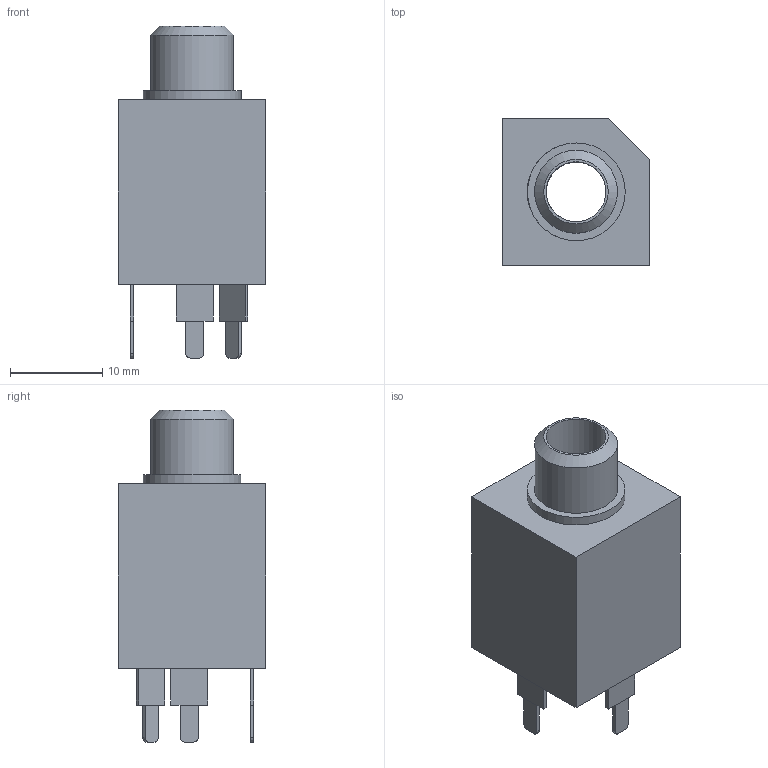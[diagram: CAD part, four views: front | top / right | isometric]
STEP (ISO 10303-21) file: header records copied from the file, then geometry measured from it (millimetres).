
FILE_DESCRIPTION(('FreeCAD Model'),'2;1');
FILE_NAME('Open CASCADE Shape Model','2025-03-02T16:08:36',(''),(''), 'Open CASCADE STEP processor 7.8','FreeCAD','Unknown');
FILE_SCHEMA(('AUTOMOTIVE_DESIGN { 1 0 10303 214 1 1 1 1 }'));
Length unit declared in the file: millimetre
Products named in the file (4): __35_mm_jack_socket; Body; Shaft; Pin
Assembly tree (5 placements, depth 2):
  __35_mm_jack_socket
    Body
    Shaft
    Pin  x3
Bounding box: 16 x 16 x 36 mm (x, y, z)
Volume: 4537.5 mm3; surface area: 3941.9 mm2
Topology: 5 solids, 5 shells, 60 faces, 132 edges, 83 vertices
Faces by surface type: plane 48, cylinder 11, cone 1
Full cylindrical faces by diameter (mm): 6.5 x2, 9 x1, 10.6 x2
Entity records: 972 total; most frequent: DIRECTION 163, CARTESIAN_POINT 149, ORIENTED_EDGE 136, EDGE_CURVE 68, AXIS2_PLACEMENT_3D 57, LINE 49, VECTOR 49, VERTEX_POINT 43
